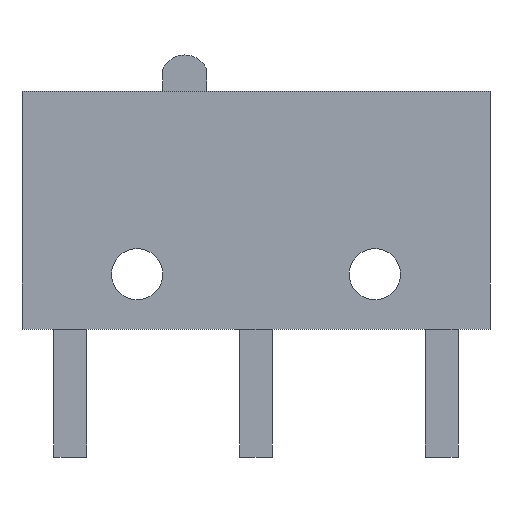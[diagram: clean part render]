
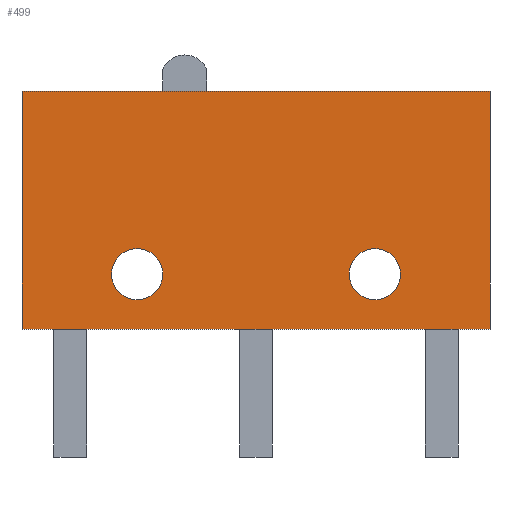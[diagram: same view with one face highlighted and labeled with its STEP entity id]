
A CAD part, front view. The second image highlights one B-rep face of the part: STEP entity #499.
In plain terms, the highlighted planar face has unit normal (0, -1, 0).
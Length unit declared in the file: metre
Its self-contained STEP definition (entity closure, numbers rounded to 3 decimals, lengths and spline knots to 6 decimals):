
#19=CIRCLE('',#667,0.0007);
#20=CIRCLE('',#668,0.0007);
#43=ORIENTED_EDGE('',*,*,#168,.F.);
#44=ORIENTED_EDGE('',*,*,#169,.F.);
#45=ORIENTED_EDGE('',*,*,#170,.F.);
#46=ORIENTED_EDGE('',*,*,#171,.F.);
#47=ORIENTED_EDGE('',*,*,#166,.T.);
#48=ORIENTED_EDGE('',*,*,#172,.T.);
#166=EDGE_CURVE('',#228,#227,#270,.T.);
#168=EDGE_CURVE('',#229,#229,#19,.T.);
#169=EDGE_CURVE('',#230,#230,#20,.T.);
#170=EDGE_CURVE('',#231,#232,#272,.T.);
#171=EDGE_CURVE('',#228,#231,#273,.T.);
#172=EDGE_CURVE('',#227,#232,#274,.T.);
#227=VERTEX_POINT('',#856);
#228=VERTEX_POINT('',#858);
#229=VERTEX_POINT('',#862);
#230=VERTEX_POINT('',#864);
#231=VERTEX_POINT('',#866);
#232=VERTEX_POINT('',#867);
#270=LINE('',#857,#328);
#272=LINE('',#865,#330);
#273=LINE('',#868,#331);
#274=LINE('',#869,#332);
#328=VECTOR('',#724,1.);
#330=VECTOR('',#732,1.);
#331=VECTOR('',#733,1.);
#332=VECTOR('',#734,1.);
#380=EDGE_LOOP('',(#43));
#381=EDGE_LOOP('',(#44));
#382=EDGE_LOOP('',(#45,#46,#47,#48));
#418=FACE_BOUND('',#380,.T.);
#419=FACE_BOUND('',#381,.T.);
#420=FACE_BOUND('',#382,.T.);
#453=PLANE('',#666);
#499=ADVANCED_FACE('',(#418,#419,#420),#453,.F.);
#666=AXIS2_PLACEMENT_3D('',#860,#726,#727);
#667=AXIS2_PLACEMENT_3D('',#861,#728,#729);
#668=AXIS2_PLACEMENT_3D('',#863,#730,#731);
#724=DIRECTION('',(0.,0.,-1.));
#726=DIRECTION('',(0.,1.,0.));
#727=DIRECTION('',(0.,0.,1.));
#728=DIRECTION('',(0.,-1.,0.));
#729=DIRECTION('',(0.,0.,-1.));
#730=DIRECTION('',(0.,-1.,0.));
#731=DIRECTION('',(0.,0.,-1.));
#732=DIRECTION('',(0.,0.,-1.));
#733=DIRECTION('',(1.,0.,0.));
#734=DIRECTION('',(1.,0.,0.));
#856=CARTESIAN_POINT('',(-0.0064,-0.0029,0.));
#857=CARTESIAN_POINT('',(-0.0064,-0.0029,0.0065));
#858=CARTESIAN_POINT('',(-0.0064,-0.0029,0.0065));
#860=CARTESIAN_POINT('',(0.,-0.0029,0.0065));
#861=CARTESIAN_POINT('',(-0.00325,-0.0029,0.0015));
#862=CARTESIAN_POINT('',(-0.00325,-0.0029,0.0008));
#863=CARTESIAN_POINT('',(0.00325,-0.0029,0.0015));
#864=CARTESIAN_POINT('',(0.00325,-0.0029,0.0008));
#865=CARTESIAN_POINT('',(0.0064,-0.0029,0.0065));
#866=CARTESIAN_POINT('',(0.0064,-0.0029,0.0065));
#867=CARTESIAN_POINT('',(0.0064,-0.0029,0.));
#868=CARTESIAN_POINT('',(0.,-0.0029,0.0065));
#869=CARTESIAN_POINT('',(0.,-0.0029,0.));
